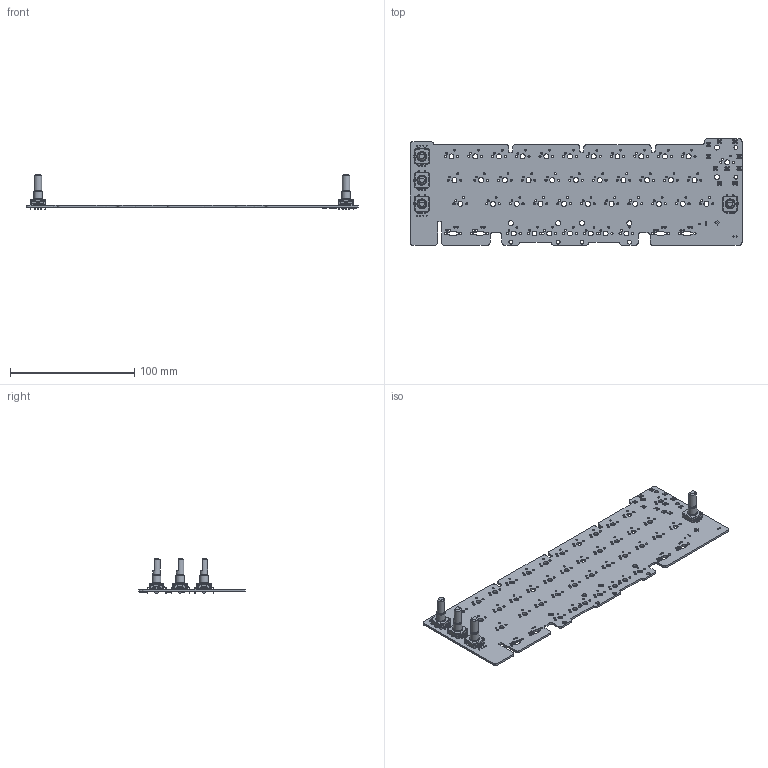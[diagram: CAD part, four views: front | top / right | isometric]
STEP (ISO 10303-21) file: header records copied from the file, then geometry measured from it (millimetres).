
FILE_DESCRIPTION(('KiCad electronic assembly'),'2;1');
FILE_NAME('eurovISOn REV.step','2025-08-15T21:23:11',('Pcbnew'),('Kicad' ),'Open CASCADE STEP processor 7.8','KiCad to STEP converter', 'Unknown');
FILE_SCHEMA(('AUTOMOTIVE_DESIGN { 1 0 10303 214 1 1 1 1 }'));
Length unit declared in the file: millimetre
Products named in the file (8): eurovISOn REV 1; ROT_EC11E; (Unsaved); LED_SK6812MINI-E; LED_SK6812MINI-E v2; W25Q16JVUXIQ; W25X40CLUXIG TR; eurovISOn REV_PCB
Assembly tree (19 placements, depth 3):
  eurovISOn REV 1
    ROT_EC11E  x4
      (Unsaved)
    LED_SK6812MINI-E  x10
      LED_SK6812MINI-E v2
    W25Q16JVUXIQ
      W25X40CLUXIG TR
    eurovISOn REV_PCB
Bounding box: 266.7 x 85.72 x 28.2 mm (x, y, z)
Volume: 36506.6 mm3; surface area: 50112.4 mm2
Topology: 66 solids, 66 shells, 4154 faces, 10456 edges, 6518 vertices
Faces by surface type: plane 2454, cylinder 1374, sphere 130, torus 88, bspline 72, cone 36
Full cylindrical faces by diameter (mm): 0.35 x9, 0.813 x8, 0.991 x3, 1 x26, 1.524 x106, 1.75 x86, 2 x4, 3.048 x6, 3.3 x4, 3.5 x4, 3.51 x4, 3.988 x51, 4 x4, 6 x4, 7 x4
Entity records: 53959 total; most frequent: CARTESIAN_POINT 9357, DIRECTION 8489, ORIENTED_EDGE 8208, EDGE_CURVE 4104, AXIS2_PLACEMENT_3D 2893, LINE 2703, VECTOR 2703, VERTEX_POINT 2651
